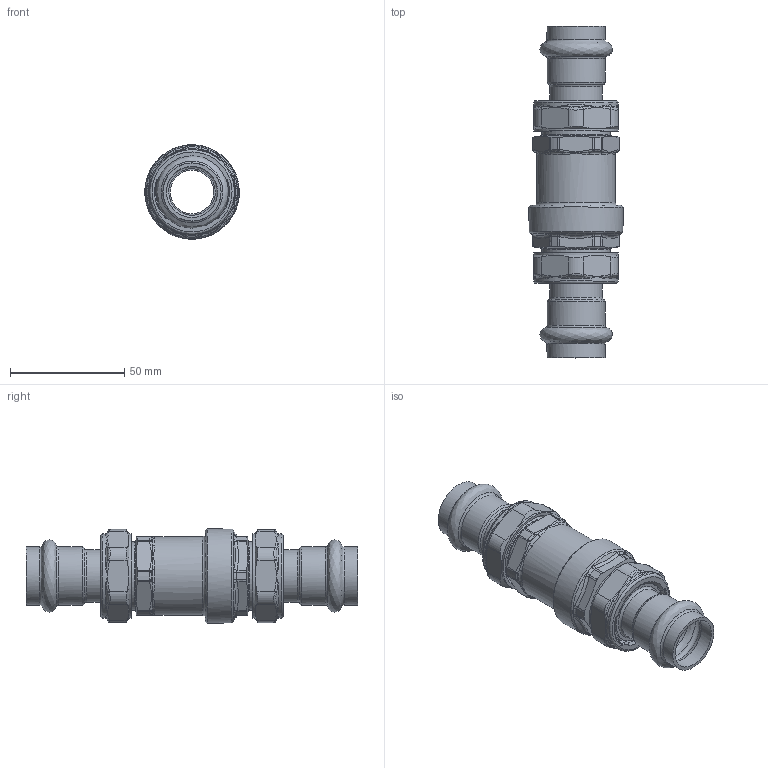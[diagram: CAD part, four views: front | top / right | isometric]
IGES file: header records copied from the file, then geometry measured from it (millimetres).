
Global section: file name: 127356AF_Simplify_1; native system: Autodesk Inventor 2025; preprocessor: unknown; author: ischreiner; date: 20250723.153811; units: inch
Bounding box: 41.37 x 145.16 x 41.38 mm (x, y, z)
Volume: 48594.7 mm3; surface area: 38195.3 mm2
Topology: 5 solids, 5 shells, 454 faces, 1070 edges, 617 vertices
Faces by surface type: bspline 454
